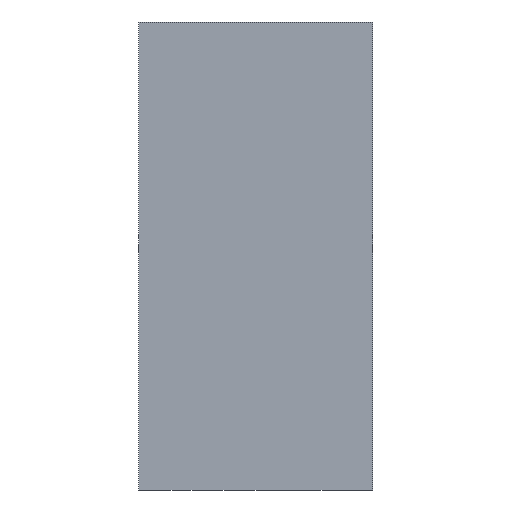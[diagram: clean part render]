
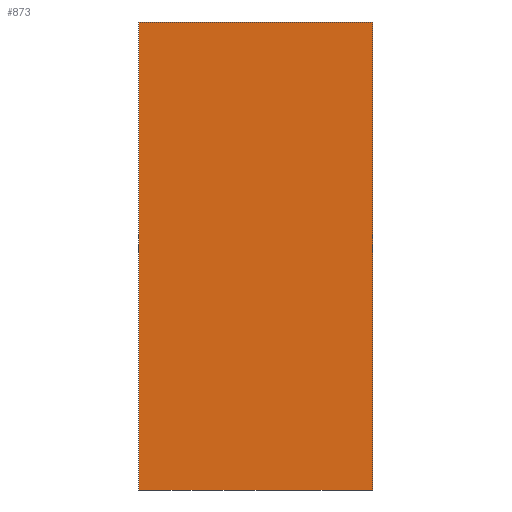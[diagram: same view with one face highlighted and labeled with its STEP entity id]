
A CAD part, front view. The second image highlights one B-rep face of the part: STEP entity #873.
In plain terms, the highlighted planar face has unit normal (0, -1, 0).
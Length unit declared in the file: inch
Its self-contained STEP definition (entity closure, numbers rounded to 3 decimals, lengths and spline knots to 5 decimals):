
#12 = CARTESIAN_POINT ( 'NONE',  ( -4.5, -0.74, -9. ) ) ;
#37 = CARTESIAN_POINT ( 'NONE',  ( 4.5, -0.74, -9. ) ) ;
#159 = DIRECTION ( 'NONE',  ( 1., 0., 0. ) ) ;
#162 = CARTESIAN_POINT ( 'NONE',  ( -4.5, -0.74, -9. ) ) ;
#420 = DIRECTION ( 'NONE',  ( 0., 0., -1. ) ) ;
#421 = CARTESIAN_POINT ( 'NONE',  ( 4.5, -0.74, 9. ) ) ;
#473 = CARTESIAN_POINT ( 'NONE',  ( 4.5, -0.74, 9. ) ) ;
#510 = DIRECTION ( 'NONE',  ( -1., 0., 0. ) ) ;
#513 = DIRECTION ( 'NONE',  ( 0., 1., 0. ) ) ;
#514 = CARTESIAN_POINT ( 'NONE',  ( -4.5, -0.74, 9. ) ) ;
#533 = PLANE ( 'NONE',  #581 ) ;
#565 = CARTESIAN_POINT ( 'NONE',  ( -4.5, -0.74, 9. ) ) ;
#581 = AXIS2_PLACEMENT_3D ( 'NONE', #514, #513, #510 ) ;
#588 = DIRECTION ( 'NONE',  ( 1., 0., 0. ) ) ;
#616 = CARTESIAN_POINT ( 'NONE',  ( -4.5, -0.74, 9. ) ) ;
#630 = ORIENTED_EDGE ( 'NONE', *, *, #1216, .T. ) ;
#641 = EDGE_LOOP ( 'NONE', ( #643, #630, #1326, #666 ) ) ;
#643 = ORIENTED_EDGE ( 'NONE', *, *, #1501, .T. ) ;
#666 = ORIENTED_EDGE ( 'NONE', *, *, #830, .F. ) ;
#755 = VERTEX_POINT ( 'NONE', #616 ) ;
#818 = VECTOR ( 'NONE', #1270, 39.37008 ) ;
#830 = EDGE_CURVE ( 'NONE', #755, #906, #1375, .T. ) ;
#873 = ADVANCED_FACE ( 'NONE', ( #1495 ), #533, .F. ) ;
#887 = LINE ( 'NONE', #1257, #818 ) ;
#906 = VERTEX_POINT ( 'NONE', #473 ) ;
#956 = EDGE_CURVE ( 'NONE', #906, #1366, #1334, .T. ) ;
#1113 = VECTOR ( 'NONE', #159, 39.37008 ) ;
#1119 = LINE ( 'NONE', #162, #1113 ) ;
#1216 = EDGE_CURVE ( 'NONE', #1380, #1366, #1119, .T. ) ;
#1257 = CARTESIAN_POINT ( 'NONE',  ( -4.5, -0.74, 9. ) ) ;
#1270 = DIRECTION ( 'NONE',  ( 0., 0., -1. ) ) ;
#1326 = ORIENTED_EDGE ( 'NONE', *, *, #956, .F. ) ;
#1334 = LINE ( 'NONE', #421, #1372 ) ;
#1366 = VERTEX_POINT ( 'NONE', #37 ) ;
#1372 = VECTOR ( 'NONE', #420, 39.37008 ) ;
#1375 = LINE ( 'NONE', #565, #1498 ) ;
#1380 = VERTEX_POINT ( 'NONE', #12 ) ;
#1495 = FACE_OUTER_BOUND ( 'NONE', #641, .T. ) ;
#1498 = VECTOR ( 'NONE', #588, 39.37008 ) ;
#1501 = EDGE_CURVE ( 'NONE', #755, #1380, #887, .T. ) ;
